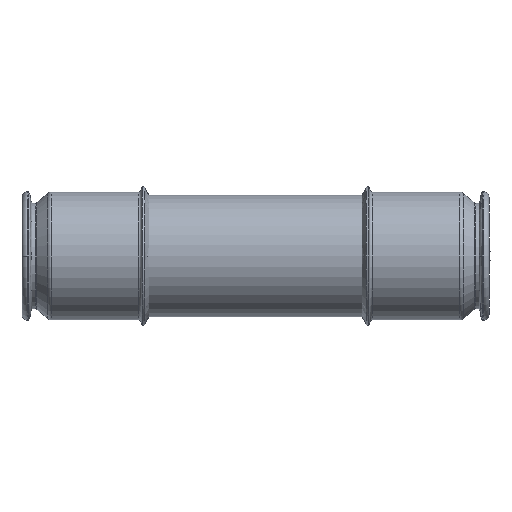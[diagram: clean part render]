
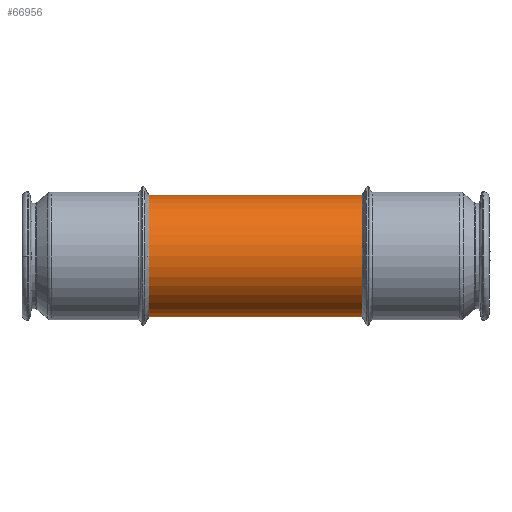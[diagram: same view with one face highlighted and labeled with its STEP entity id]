
A CAD part, front view. The second image highlights one B-rep face of the part: STEP entity #66956.
In plain terms, the highlighted cylindrical face has radius 36.093 mm (diameter 72.187 mm), a partial arc.
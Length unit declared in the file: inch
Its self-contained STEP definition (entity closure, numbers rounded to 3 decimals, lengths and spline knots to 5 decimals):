
#843 = CARTESIAN_POINT ( 'NONE',  ( 4.78, 0., 0. ) ) ;
#5447 = CARTESIAN_POINT ( 'NONE',  ( 4.78, 0., 0. ) ) ;
#5649 = CIRCLE ( 'NONE', #52428, 1.421 ) ;
#7899 = DIRECTION ( 'NONE',  ( -1., 0., 0. ) ) ;
#8181 = CARTESIAN_POINT ( 'NONE',  ( -4.78, 0., 0. ) ) ;
#12994 = CARTESIAN_POINT ( 'NONE',  ( 4.78, 0., 1.421 ) ) ;
#13344 = EDGE_CURVE ( 'NONE', #29736, #86004, #19174, .T. ) ;
#19174 = LINE ( 'NONE', #39243, #37908 ) ;
#21050 = DIRECTION ( 'NONE',  ( 1., 0., 0. ) ) ;
#24313 = EDGE_CURVE ( 'NONE', #33347, #29736, #5649, .T. ) ;
#25844 = DIRECTION ( 'NONE',  ( -1., 0., 0. ) ) ;
#26952 = ORIENTED_EDGE ( 'NONE', *, *, #13344, .F. ) ;
#29736 = VERTEX_POINT ( 'NONE', #86735 ) ;
#30655 = ORIENTED_EDGE ( 'NONE', *, *, #24313, .F. ) ;
#33347 = VERTEX_POINT ( 'NONE', #40766 ) ;
#33687 = CYLINDRICAL_SURFACE ( 'NONE', #44752, 1.421 ) ;
#33964 = CARTESIAN_POINT ( 'NONE',  ( -4.78, 0., -1.421 ) ) ;
#35024 = DIRECTION ( 'NONE',  ( 0., 0., 1. ) ) ;
#37908 = VECTOR ( 'NONE', #25844, 39.37008 ) ;
#38994 = CIRCLE ( 'NONE', #61697, 1.421 ) ;
#39243 = CARTESIAN_POINT ( 'NONE',  ( 4.78, 0., -1.421 ) ) ;
#40766 = CARTESIAN_POINT ( 'NONE',  ( 4.78, 0., 1.421 ) ) ;
#44752 = AXIS2_PLACEMENT_3D ( 'NONE', #843, #7899, #35024 ) ;
#51490 = VECTOR ( 'NONE', #87773, 39.37008 ) ;
#51777 = EDGE_CURVE ( 'NONE', #33347, #82433, #73942, .T. ) ;
#52428 = AXIS2_PLACEMENT_3D ( 'NONE', #5447, #59700, #52954 ) ;
#52954 = DIRECTION ( 'NONE',  ( 0., 0., -1. ) ) ;
#59700 = DIRECTION ( 'NONE',  ( 1., 0., 0. ) ) ;
#61697 = AXIS2_PLACEMENT_3D ( 'NONE', #8181, #21050, #76190 ) ;
#64154 = ORIENTED_EDGE ( 'NONE', *, *, #86051, .T. ) ;
#66956 = ADVANCED_FACE ( 'NONE', ( #68356 ), #33687, .T. ) ;
#68356 = FACE_OUTER_BOUND ( 'NONE', #79344, .T. ) ;
#73942 = LINE ( 'NONE', #12994, #51490 ) ;
#76190 = DIRECTION ( 'NONE',  ( 0., 0., -1. ) ) ;
#79017 = CARTESIAN_POINT ( 'NONE',  ( -4.78, 0., 1.421 ) ) ;
#79344 = EDGE_LOOP ( 'NONE', ( #26952, #30655, #80416, #64154 ) ) ;
#80416 = ORIENTED_EDGE ( 'NONE', *, *, #51777, .T. ) ;
#82433 = VERTEX_POINT ( 'NONE', #79017 ) ;
#86004 = VERTEX_POINT ( 'NONE', #33964 ) ;
#86051 = EDGE_CURVE ( 'NONE', #82433, #86004, #38994, .T. ) ;
#86735 = CARTESIAN_POINT ( 'NONE',  ( 4.78, 0., -1.421 ) ) ;
#87773 = DIRECTION ( 'NONE',  ( -1., 0., 0. ) ) ;
